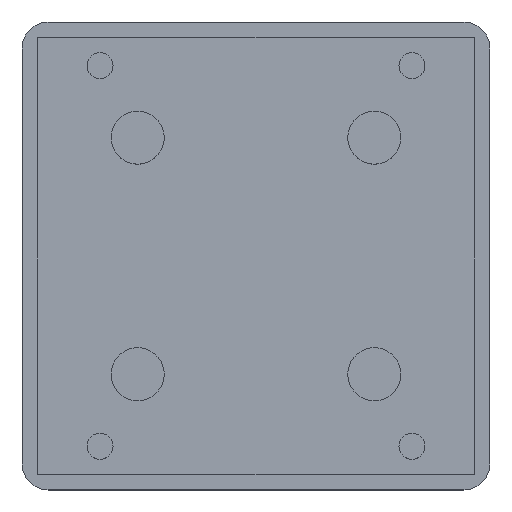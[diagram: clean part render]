
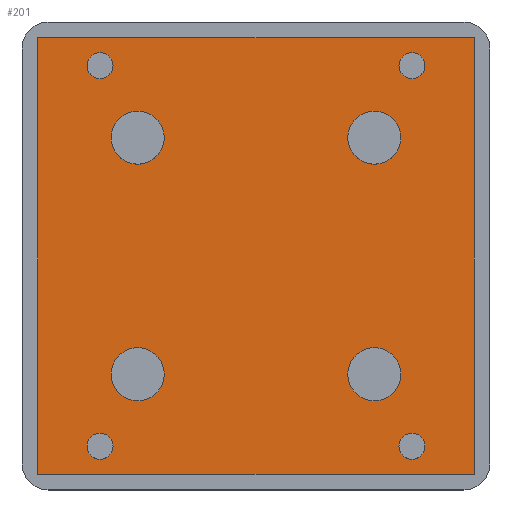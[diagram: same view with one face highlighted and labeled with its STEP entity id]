
A CAD part, top view. The second image highlights one B-rep face of the part: STEP entity #201.
In plain terms, the highlighted planar face has unit normal (0, 0, 1).
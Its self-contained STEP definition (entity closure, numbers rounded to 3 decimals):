
#201=ADVANCED_FACE('',(#241,#242,#243,#244,#245,#246,#247,#248,#249),#250,.T.);
#241=FACE_BOUND('',#336,.T.);
#242=FACE_BOUND('',#337,.T.);
#243=FACE_BOUND('',#338,.T.);
#244=FACE_BOUND('',#339,.T.);
#245=FACE_BOUND('',#340,.T.);
#246=FACE_BOUND('',#341,.T.);
#247=FACE_BOUND('',#342,.T.);
#248=FACE_BOUND('',#343,.T.);
#249=FACE_OUTER_BOUND('',#344,.T.);
#250=PLANE('',#345);
#336=EDGE_LOOP('',(#519));
#337=EDGE_LOOP('',(#520));
#338=EDGE_LOOP('',(#521));
#339=EDGE_LOOP('',(#522));
#340=EDGE_LOOP('',(#523));
#341=EDGE_LOOP('',(#524));
#342=EDGE_LOOP('',(#525));
#343=EDGE_LOOP('',(#526));
#344=EDGE_LOOP('',(#527,#528,#529,#530));
#345=AXIS2_PLACEMENT_3D('',#531,#532,#533);
#519=ORIENTED_EDGE('',*,*,#760,.F.);
#520=ORIENTED_EDGE('',*,*,#761,.F.);
#521=ORIENTED_EDGE('',*,*,#762,.F.);
#522=ORIENTED_EDGE('',*,*,#763,.F.);
#523=ORIENTED_EDGE('',*,*,#764,.F.);
#524=ORIENTED_EDGE('',*,*,#765,.F.);
#525=ORIENTED_EDGE('',*,*,#766,.F.);
#526=ORIENTED_EDGE('',*,*,#767,.F.);
#527=ORIENTED_EDGE('',*,*,#768,.T.);
#528=ORIENTED_EDGE('',*,*,#769,.T.);
#529=ORIENTED_EDGE('',*,*,#770,.T.);
#530=ORIENTED_EDGE('',*,*,#771,.T.);
#531=CARTESIAN_POINT('',(0.0,0.0,3.0));
#532=DIRECTION('',(0.0,0.0,1.0));
#533=DIRECTION('',(1.0,0.0,0.0));
#760=EDGE_CURVE('',#828,#828,#829,.T.);
#761=EDGE_CURVE('',#830,#830,#831,.T.);
#762=EDGE_CURVE('',#832,#832,#833,.T.);
#763=EDGE_CURVE('',#834,#834,#835,.T.);
#764=EDGE_CURVE('',#836,#836,#837,.T.);
#765=EDGE_CURVE('',#838,#838,#839,.T.);
#766=EDGE_CURVE('',#840,#840,#841,.T.);
#767=EDGE_CURVE('',#842,#842,#843,.T.);
#768=EDGE_CURVE('',#844,#845,#846,.T.);
#769=EDGE_CURVE('',#845,#847,#848,.T.);
#770=EDGE_CURVE('',#847,#849,#850,.T.);
#771=EDGE_CURVE('',#849,#844,#851,.T.);
#828=VERTEX_POINT('',#944);
#829=CIRCLE('',#945,2.5);
#830=VERTEX_POINT('',#946);
#831=CIRCLE('',#947,2.5);
#832=VERTEX_POINT('',#948);
#833=CIRCLE('',#949,2.5);
#834=VERTEX_POINT('',#950);
#835=CIRCLE('',#951,2.5);
#836=VERTEX_POINT('',#952);
#837=CIRCLE('',#953,5.1);
#838=VERTEX_POINT('',#954);
#839=CIRCLE('',#955,5.1);
#840=VERTEX_POINT('',#956);
#841=CIRCLE('',#957,5.1);
#842=VERTEX_POINT('',#958);
#843=CIRCLE('',#959,5.1);
#844=VERTEX_POINT('',#960);
#845=VERTEX_POINT('',#961);
#846=LINE('',#962,#963);
#847=VERTEX_POINT('',#964);
#848=LINE('',#965,#966);
#849=VERTEX_POINT('',#967);
#850=LINE('',#968,#969);
#851=LINE('',#970,#971);
#944=CARTESIAN_POINT('',(32.5,-36.6,3.0));
#945=AXIS2_PLACEMENT_3D('',#1092,#1093,#1094);
#946=CARTESIAN_POINT('',(32.5,36.6,3.0));
#947=AXIS2_PLACEMENT_3D('',#1095,#1096,#1097);
#948=CARTESIAN_POINT('',(-27.5,-36.6,3.0));
#949=AXIS2_PLACEMENT_3D('',#1098,#1099,#1100);
#950=CARTESIAN_POINT('',(-27.5,36.6,3.0));
#951=AXIS2_PLACEMENT_3D('',#1101,#1102,#1103);
#952=CARTESIAN_POINT('',(27.85,-22.75,3.0));
#953=AXIS2_PLACEMENT_3D('',#1104,#1105,#1106);
#954=CARTESIAN_POINT('',(27.85,22.75,3.0));
#955=AXIS2_PLACEMENT_3D('',#1107,#1108,#1109);
#956=CARTESIAN_POINT('',(-17.65,-22.75,3.0));
#957=AXIS2_PLACEMENT_3D('',#1110,#1111,#1112);
#958=CARTESIAN_POINT('',(-17.65,22.75,3.0));
#959=AXIS2_PLACEMENT_3D('',#1113,#1114,#1115);
#960=CARTESIAN_POINT('',(42.0,42.0,3.0));
#961=CARTESIAN_POINT('',(-42.0,42.0,3.0));
#962=CARTESIAN_POINT('',(0.0,42.0,3.0));
#963=VECTOR('',#1116,1.0);
#964=CARTESIAN_POINT('',(-42.0,-42.0,3.0));
#965=CARTESIAN_POINT('',(-42.0,0.,3.0));
#966=VECTOR('',#1117,1.0);
#967=CARTESIAN_POINT('',(42.0,-42.0,3.0));
#968=CARTESIAN_POINT('',(0.0,-42.0,3.0));
#969=VECTOR('',#1118,1.0);
#970=CARTESIAN_POINT('',(42.0,0.,3.0));
#971=VECTOR('',#1119,1.0);
#1092=CARTESIAN_POINT('',(30.0,-36.6,3.0));
#1093=DIRECTION('',(0.0,0.0,1.0));
#1094=DIRECTION('',(1.0,0.0,0.0));
#1095=CARTESIAN_POINT('',(30.0,36.6,3.0));
#1096=DIRECTION('',(0.0,0.0,1.0));
#1097=DIRECTION('',(1.0,0.0,0.0));
#1098=CARTESIAN_POINT('',(-30.0,-36.6,3.0));
#1099=DIRECTION('',(0.0,0.0,1.0));
#1100=DIRECTION('',(1.0,0.0,0.0));
#1101=CARTESIAN_POINT('',(-30.0,36.6,3.0));
#1102=DIRECTION('',(0.0,0.0,1.0));
#1103=DIRECTION('',(1.0,0.0,0.0));
#1104=CARTESIAN_POINT('',(22.75,-22.75,3.0));
#1105=DIRECTION('',(0.0,0.0,1.0));
#1106=DIRECTION('',(1.0,0.0,0.0));
#1107=CARTESIAN_POINT('',(22.75,22.75,3.0));
#1108=DIRECTION('',(0.0,0.0,1.0));
#1109=DIRECTION('',(1.0,0.0,0.0));
#1110=CARTESIAN_POINT('',(-22.75,-22.75,3.0));
#1111=DIRECTION('',(0.0,0.0,1.0));
#1112=DIRECTION('',(1.0,0.0,0.0));
#1113=CARTESIAN_POINT('',(-22.75,22.75,3.0));
#1114=DIRECTION('',(0.0,0.0,1.0));
#1115=DIRECTION('',(1.0,0.0,0.0));
#1116=DIRECTION('',(-1.0,0.,0.0));
#1117=DIRECTION('',(0.,-1.0,0.0));
#1118=DIRECTION('',(1.0,0.0,0.0));
#1119=DIRECTION('',(0.,1.0,0.0));
